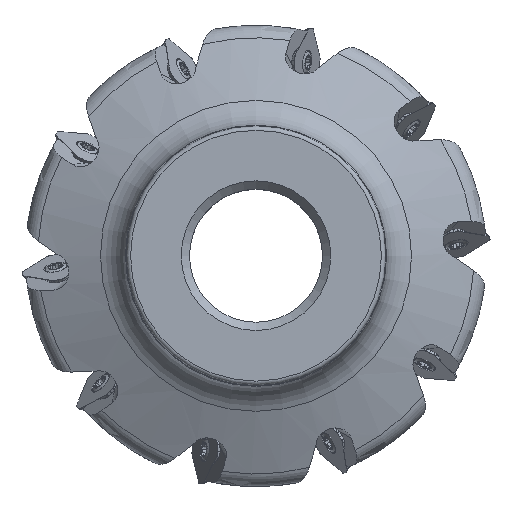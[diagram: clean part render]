
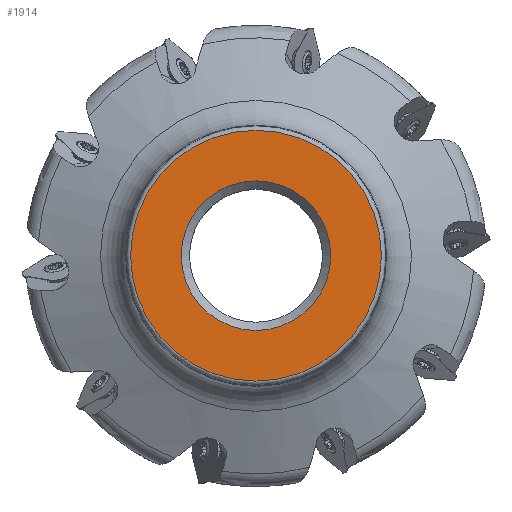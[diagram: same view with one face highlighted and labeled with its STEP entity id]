
A CAD part, top view. The second image highlights one B-rep face of the part: STEP entity #1914.
In plain terms, the highlighted planar face has unit normal (0, 0, 1).
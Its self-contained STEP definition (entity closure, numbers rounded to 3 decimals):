
#1914=ADVANCED_FACE('SU_1',(#3790,#3791),#2784,.F.);
#2784=PLANE('',#19707);
#3409=CIRCLE('',#19705,30.193);
#3410=CIRCLE('',#19706,18.006);
#3790=FACE_BOUND('',#4225,.T.);
#3791=FACE_BOUND('',#4226,.T.);
#4225=EDGE_LOOP('',(#7834));
#4226=EDGE_LOOP('',(#7835));
#7834=ORIENTED_EDGE('',*,*,#15140,.T.);
#7835=ORIENTED_EDGE('',*,*,#15141,.F.);
#13034=VERTEX_POINT('',#30937);
#13035=VERTEX_POINT('',#30939);
#15140=EDGE_CURVE('',#13034,#13034,#3409,.T.);
#15141=EDGE_CURVE('',#13035,#13035,#3410,.T.);
#19705=AXIS2_PLACEMENT_3D('',#30936,#22404,#22405);
#19706=AXIS2_PLACEMENT_3D('',#30938,#22406,#22407);
#19707=AXIS2_PLACEMENT_3D('',#30940,#22408,#22409);
#22404=DIRECTION('',(0.,0.,1.));
#22405=DIRECTION('',(1.,0.,0.));
#22406=DIRECTION('',(0.,0.,1.));
#22407=DIRECTION('',(1.,0.,0.));
#22408=DIRECTION('',(0.,0.,-1.));
#22409=DIRECTION('',(-1.,0.,0.));
#30936=CARTESIAN_POINT('',(0.,0.,0.));
#30937=CARTESIAN_POINT('',(30.193,0.,0.));
#30938=CARTESIAN_POINT('',(0.,0.,0.));
#30939=CARTESIAN_POINT('',(18.006,0.,0.));
#30940=CARTESIAN_POINT('',(-31.193,0.,0.));
